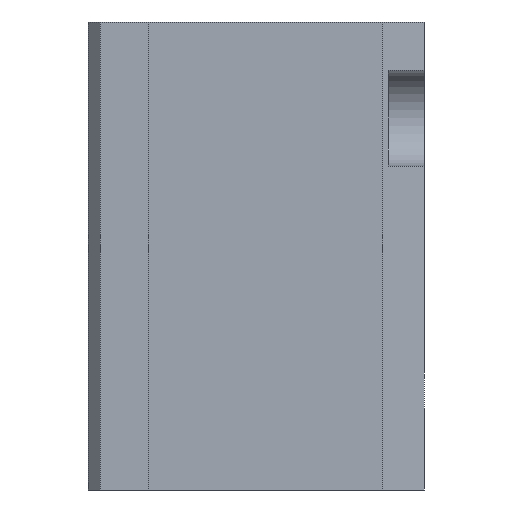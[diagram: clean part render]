
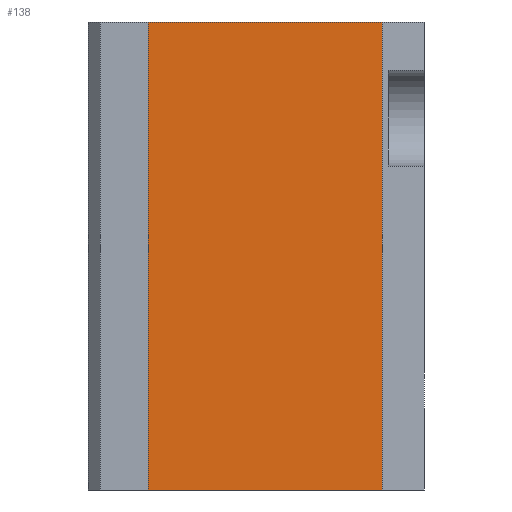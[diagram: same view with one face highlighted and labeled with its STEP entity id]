
A CAD part, left-side view. The second image highlights one B-rep face of the part: STEP entity #138.
In plain terms, the highlighted planar face has unit normal (-1, 0, 0).
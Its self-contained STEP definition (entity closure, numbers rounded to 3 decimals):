
#138 = ADVANCED_FACE( '', ( #281 ), #282, .T. );
#281 = FACE_OUTER_BOUND( '', #427, .T. );
#282 = PLANE( '', #428 );
#427 = EDGE_LOOP( '', ( #953, #954, #955, #956 ) );
#428 = AXIS2_PLACEMENT_3D( '', #957, #958, #959 );
#953 = ORIENTED_EDGE( '', *, *, #1109, .T. );
#954 = ORIENTED_EDGE( '', *, *, #1171, .F. );
#955 = ORIENTED_EDGE( '', *, *, #1172, .T. );
#956 = ORIENTED_EDGE( '', *, *, #1152, .T. );
#957 = CARTESIAN_POINT( '', ( -20.5, 3.5, 0. ) );
#958 = DIRECTION( '', ( -1., 0., 0. ) );
#959 = DIRECTION( '', ( 0., -1., 0. ) );
#1109 = EDGE_CURVE( '', #1380, #1378, #1381, .T. );
#1152 = EDGE_CURVE( '', #1438, #1380, #1439, .T. );
#1171 = EDGE_CURVE( '', #1466, #1378, #1467, .T. );
#1172 = EDGE_CURVE( '', #1466, #1438, #1468, .T. );
#1378 = VERTEX_POINT( '', #1863 );
#1380 = VERTEX_POINT( '', #1866 );
#1381 = LINE( '', #1867, #1868 );
#1438 = VERTEX_POINT( '', #1978 );
#1439 = LINE( '', #1979, #1980 );
#1466 = VERTEX_POINT( '', #2024 );
#1467 = LINE( '', #2025, #2026 );
#1468 = LINE( '', #2027, #2028 );
#1863 = CARTESIAN_POINT( '', ( -20.5, 23., 39. ) );
#1866 = CARTESIAN_POINT( '', ( -20.5, 3.5, 39. ) );
#1867 = CARTESIAN_POINT( '', ( -20.5, 23., 39. ) );
#1868 = VECTOR( '', #2220, 1. );
#1978 = CARTESIAN_POINT( '', ( -20.5, 3.5, 0. ) );
#1979 = CARTESIAN_POINT( '', ( -20.5, 3.5, 0. ) );
#1980 = VECTOR( '', #2304, 1. );
#2024 = CARTESIAN_POINT( '', ( -20.5, 23., 0. ) );
#2025 = CARTESIAN_POINT( '', ( -20.5, 23., 0. ) );
#2026 = VECTOR( '', #2325, 1. );
#2027 = CARTESIAN_POINT( '', ( -20.5, 23., 0. ) );
#2028 = VECTOR( '', #2326, 1. );
#2220 = DIRECTION( '', ( 0., 1., 0. ) );
#2304 = DIRECTION( '', ( 0., 0., 1. ) );
#2325 = DIRECTION( '', ( 0., 0., 1. ) );
#2326 = DIRECTION( '', ( 0., -1., 0. ) );
